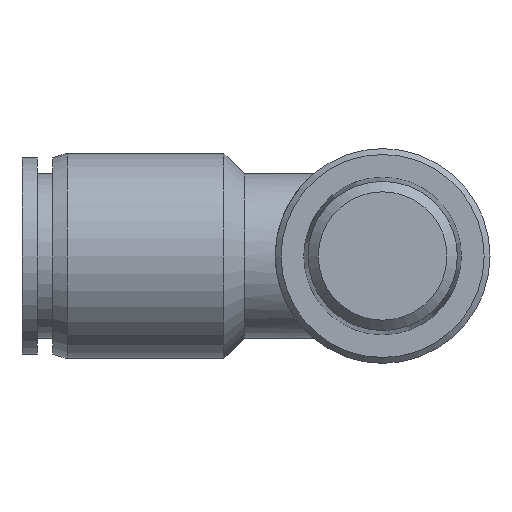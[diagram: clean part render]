
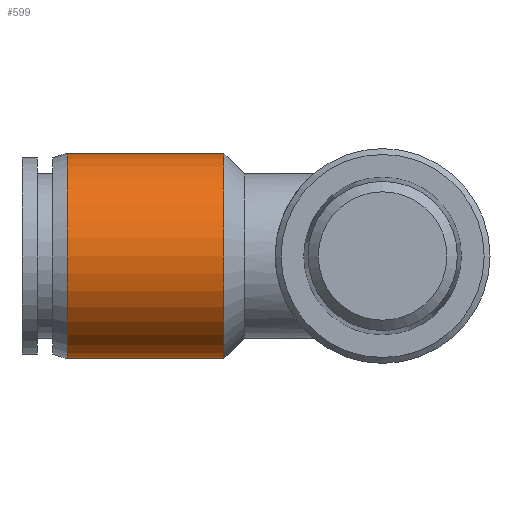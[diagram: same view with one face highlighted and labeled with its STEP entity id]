
A CAD part, front view. The second image highlights one B-rep face of the part: STEP entity #599.
In plain terms, the highlighted cylindrical face has radius 8.8 mm (diameter 17.6 mm), a full revolution.
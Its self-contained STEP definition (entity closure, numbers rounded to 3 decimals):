
#38=CYLINDRICAL_SURFACE('',#693,8.8);
#93=CIRCLE('',#692,8.8);
#94=CIRCLE('',#694,8.8);
#226=ORIENTED_EDGE('',*,*,#304,.T.);
#227=ORIENTED_EDGE('',*,*,#303,.F.);
#303=EDGE_CURVE('',#355,#355,#93,.T.);
#304=EDGE_CURVE('',#356,#356,#94,.T.);
#355=VERTEX_POINT('',#1150);
#356=VERTEX_POINT('',#1153);
#450=EDGE_LOOP('',(#226));
#451=EDGE_LOOP('',(#227));
#526=FACE_BOUND('',#450,.T.);
#527=FACE_BOUND('',#451,.T.);
#599=ADVANCED_FACE('',(#526,#527),#38,.T.);
#692=AXIS2_PLACEMENT_3D('',#1149,#859,#860);
#693=AXIS2_PLACEMENT_3D('',#1151,#861,#862);
#694=AXIS2_PLACEMENT_3D('',#1152,#863,#864);
#859=DIRECTION('',(1.,0.,0.));
#860=DIRECTION('',(0.,0.,-1.));
#861=DIRECTION('',(1.,0.,0.));
#862=DIRECTION('',(0.,0.,-1.));
#863=DIRECTION('',(1.,0.,0.));
#864=DIRECTION('',(0.,0.,-1.));
#1149=CARTESIAN_POINT('',(-13.596,0.,0.));
#1150=CARTESIAN_POINT('',(-13.596,0.,-8.8));
#1151=CARTESIAN_POINT('',(0.,0.,0.));
#1152=CARTESIAN_POINT('',(-27.034,0.,0.));
#1153=CARTESIAN_POINT('',(-27.034,0.,-8.8));
